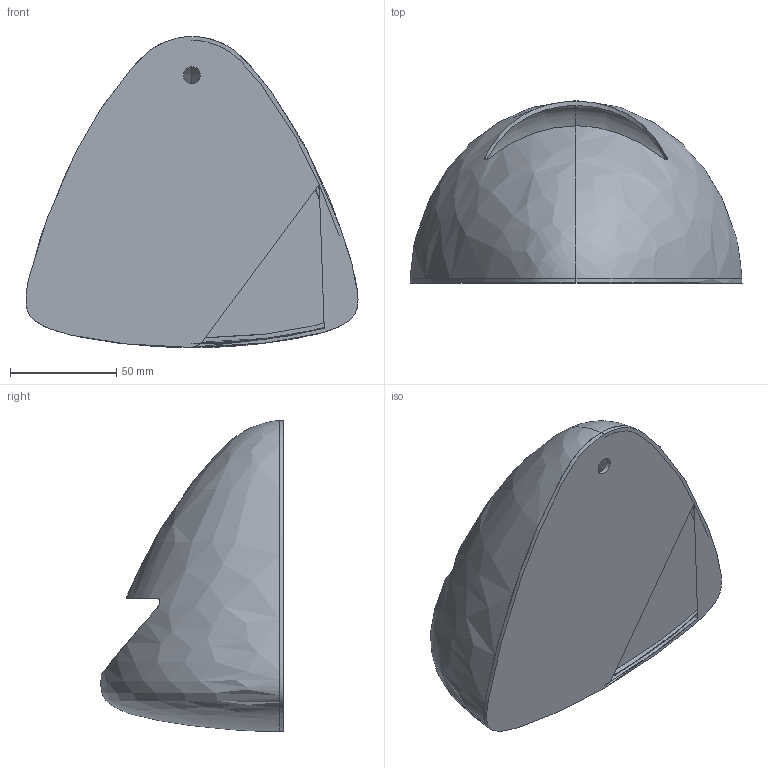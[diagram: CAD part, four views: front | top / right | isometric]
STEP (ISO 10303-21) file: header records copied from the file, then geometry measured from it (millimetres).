
FILE_DESCRIPTION(/* description */ (''),/* implementation_level */ '2;1');
FILE_NAME(/* name */ 'pou46 v3.step',/* time_stamp */ '2024-09-08T01:21:47-03:00',/* author */ (''),/* organization */ (''),/* preprocessor_version */ 'ST-DEVELOPER v20',/* originating_system */ 'Autodesk Translation Framework v13.14.0.145',/* authorisation */ '');
FILE_SCHEMA (('AUTOMOTIVE_DESIGN { 1 0 10303 214 3 1 1 }'));
Length unit declared in the file: millimetre
Products named in the file (2): pou46; pou46_1
Assembly tree (1 placements, depth 2):
  pou46
    pou46_1
Bounding box: 155.92 x 85.73 x 146 mm (x, y, z)
Volume: 100754.2 mm3; surface area: 108231.4 mm2
Topology: 2 solids, 2 shells, 64 faces, 171 edges, 88 vertices
Faces by surface type: bspline 41, plane 16, cylinder 7
Full cylindrical faces by diameter (mm): 8 x1
Entity records: 6880 total; most frequent: CARTESIAN_POINT 5523, ORIENTED_EDGE 342, EDGE_CURVE 171, DIRECTION 141, B_SPLINE_CURVE_WITH_KNOTS 92, VERTEX_POINT 88, EDGE_LOOP 75, LINE 69
